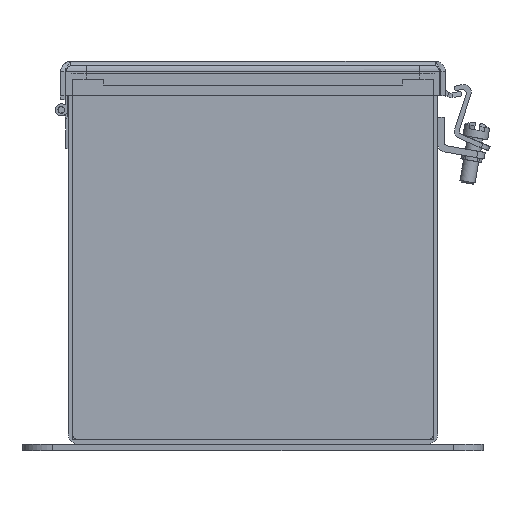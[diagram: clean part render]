
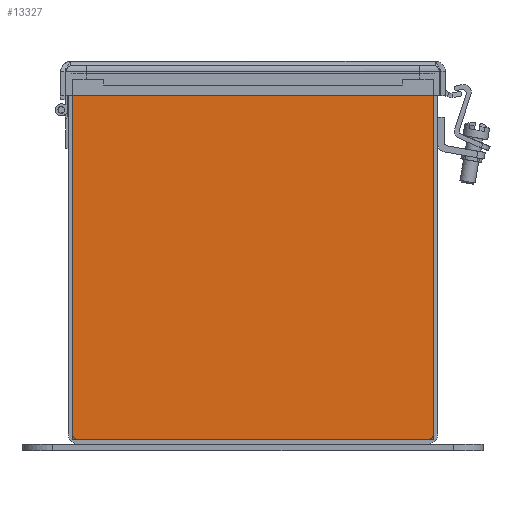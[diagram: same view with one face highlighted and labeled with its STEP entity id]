
A CAD part, left-side view. The second image highlights one B-rep face of the part: STEP entity #13327.
In plain terms, the highlighted planar face has unit normal (-1, 0, 0).
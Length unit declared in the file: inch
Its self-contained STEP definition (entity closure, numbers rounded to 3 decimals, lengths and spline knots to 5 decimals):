
#658 = LINE ( 'NONE', #5367, #15305 ) ;
#2265 = ORIENTED_EDGE ( 'NONE', *, *, #38859, .F. ) ;
#2768 = VECTOR ( 'NONE', #24075, 39.37008 ) ;
#3043 = VECTOR ( 'NONE', #13765, 39.37008 ) ;
#3228 = LINE ( 'NONE', #36986, #38508 ) ;
#4111 = CARTESIAN_POINT ( 'NONE',  ( -24., -2.4275, 4.58205 ) ) ;
#4714 = EDGE_CURVE ( 'NONE', #29742, #12101, #3228, .T. ) ;
#4831 = CARTESIAN_POINT ( 'NONE',  ( -24., 2.4277, 1.75 ) ) ;
#4963 = VERTEX_POINT ( 'NONE', #20140 ) ;
#5367 = CARTESIAN_POINT ( 'NONE',  ( -24., 2.4275, 4.58205 ) ) ;
#5381 = EDGE_CURVE ( 'NONE', #11902, #8847, #11197, .T. ) ;
#5987 = CARTESIAN_POINT ( 'NONE',  ( -24., -2.4277, 4.58205 ) ) ;
#6128 = VECTOR ( 'NONE', #20412, 39.37008 ) ;
#6216 = CARTESIAN_POINT ( 'NONE',  ( -24., 2.4277, 4.58205 ) ) ;
#6885 = CARTESIAN_POINT ( 'NONE',  ( -24., -2.4275, 4.58225 ) ) ;
#7162 = CARTESIAN_POINT ( 'NONE',  ( -24., 0., 4.676 ) ) ;
#7567 = LINE ( 'NONE', #27814, #11529 ) ;
#7751 = LINE ( 'NONE', #28007, #2768 ) ;
#7792 = VECTOR ( 'NONE', #21078, 39.37008 ) ;
#7874 = VERTEX_POINT ( 'NONE', #27863 ) ;
#7922 = VECTOR ( 'NONE', #16217, 39.37008 ) ;
#7936 = ORIENTED_EDGE ( 'NONE', *, *, #28800, .T. ) ;
#8186 = DIRECTION ( 'NONE',  ( 1., 0., 0. ) ) ;
#8847 = VERTEX_POINT ( 'NONE', #6216 ) ;
#9202 = LINE ( 'NONE', #41445, #36635 ) ;
#9756 = AXIS2_PLACEMENT_3D ( 'NONE', #38225, #8186, #35164 ) ;
#10177 = LINE ( 'NONE', #22757, #7922 ) ;
#10424 = VERTEX_POINT ( 'NONE', #30401 ) ;
#11166 = CARTESIAN_POINT ( 'NONE',  ( -24., 0., 4.676 ) ) ;
#11197 = LINE ( 'NONE', #4831, #40682 ) ;
#11529 = VECTOR ( 'NONE', #34146, 39.37008 ) ;
#11792 = CARTESIAN_POINT ( 'NONE',  ( -24., -2.926, -1.176 ) ) ;
#11902 = VERTEX_POINT ( 'NONE', #15101 ) ;
#12101 = VERTEX_POINT ( 'NONE', #16109 ) ;
#12136 = DIRECTION ( 'NONE',  ( 0., 0., 1. ) ) ;
#13327 = ADVANCED_FACE ( 'NONE', ( #14289 ), #30408, .F. ) ;
#13765 = DIRECTION ( 'NONE',  ( 0., -1., 0. ) ) ;
#14153 = CARTESIAN_POINT ( 'NONE',  ( -24., 2.926, 4.676 ) ) ;
#14289 = FACE_OUTER_BOUND ( 'NONE', #18789, .T. ) ;
#14358 = ORIENTED_EDGE ( 'NONE', *, *, #16067, .F. ) ;
#14861 = DIRECTION ( 'NONE',  ( 0., -1., 0. ) ) ;
#14984 = LINE ( 'NONE', #4111, #39132 ) ;
#15101 = CARTESIAN_POINT ( 'NONE',  ( -24., 2.4277, 4.676 ) ) ;
#15305 = VECTOR ( 'NONE', #17189, 39.37008 ) ;
#15369 = LINE ( 'NONE', #18860, #24901 ) ;
#15758 = ORIENTED_EDGE ( 'NONE', *, *, #39994, .F. ) ;
#16067 = EDGE_CURVE ( 'NONE', #38772, #7874, #24398, .T. ) ;
#16109 = CARTESIAN_POINT ( 'NONE',  ( -24., 2.4275, 4.58205 ) ) ;
#16217 = DIRECTION ( 'NONE',  ( 0., 0., 1. ) ) ;
#16672 = ORIENTED_EDGE ( 'NONE', *, *, #30405, .T. ) ;
#17189 = DIRECTION ( 'NONE',  ( 0., 1., 0. ) ) ;
#18117 = DIRECTION ( 'NONE',  ( 0., 0., -1. ) ) ;
#18464 = LINE ( 'NONE', #31122, #7792 ) ;
#18789 = EDGE_LOOP ( 'NONE', ( #7936, #16672, #34624, #42609, #21950, #39286, #2265, #41258, #31234, #15758, #14358, #41857 ) ) ;
#18860 = CARTESIAN_POINT ( 'NONE',  ( -24., -2.4277, 1.75 ) ) ;
#19770 = CARTESIAN_POINT ( 'NONE',  ( -24., -2.4277, 4.676 ) ) ;
#20140 = CARTESIAN_POINT ( 'NONE',  ( -24., 2.926, -1.176 ) ) ;
#20412 = DIRECTION ( 'NONE',  ( 0., -1., 0. ) ) ;
#20668 = DIRECTION ( 'NONE',  ( 0., 0., 1. ) ) ;
#21078 = DIRECTION ( 'NONE',  ( 0., 1., 0. ) ) ;
#21950 = ORIENTED_EDGE ( 'NONE', *, *, #40351, .T. ) ;
#22724 = VERTEX_POINT ( 'NONE', #5987 ) ;
#22757 = CARTESIAN_POINT ( 'NONE',  ( -24., 2.926, 1.75 ) ) ;
#22942 = EDGE_CURVE ( 'NONE', #29742, #39030, #9202, .T. ) ;
#23460 = LINE ( 'NONE', #7162, #6128 ) ;
#24075 = DIRECTION ( 'NONE',  ( 0., 0., -1. ) ) ;
#24398 = LINE ( 'NONE', #11166, #3043 ) ;
#24901 = VECTOR ( 'NONE', #12136, 39.37008 ) ;
#25719 = EDGE_CURVE ( 'NONE', #28656, #4963, #7567, .T. ) ;
#27814 = CARTESIAN_POINT ( 'NONE',  ( -24., 0., -1.176 ) ) ;
#27863 = CARTESIAN_POINT ( 'NONE',  ( -24., -2.926, 4.676 ) ) ;
#28007 = CARTESIAN_POINT ( 'NONE',  ( -24., -2.926, 1.75 ) ) ;
#28656 = VERTEX_POINT ( 'NONE', #11792 ) ;
#28800 = EDGE_CURVE ( 'NONE', #22724, #10424, #18464, .T. ) ;
#29742 = VERTEX_POINT ( 'NONE', #30628 ) ;
#30401 = CARTESIAN_POINT ( 'NONE',  ( -24., -2.4275, 4.58205 ) ) ;
#30405 = EDGE_CURVE ( 'NONE', #10424, #39030, #14984, .T. ) ;
#30408 = PLANE ( 'NONE',  #9756 ) ;
#30628 = CARTESIAN_POINT ( 'NONE',  ( -24., 2.4275, 4.58225 ) ) ;
#31122 = CARTESIAN_POINT ( 'NONE',  ( -24., -2.4277, 4.58205 ) ) ;
#31234 = ORIENTED_EDGE ( 'NONE', *, *, #25719, .F. ) ;
#33740 = DIRECTION ( 'NONE',  ( 0., 0., -1. ) ) ;
#34146 = DIRECTION ( 'NONE',  ( 0., 1., 0. ) ) ;
#34624 = ORIENTED_EDGE ( 'NONE', *, *, #22942, .F. ) ;
#35164 = DIRECTION ( 'NONE',  ( 0., 1., 0. ) ) ;
#36635 = VECTOR ( 'NONE', #14861, 39.37008 ) ;
#36746 = VERTEX_POINT ( 'NONE', #14153 ) ;
#36986 = CARTESIAN_POINT ( 'NONE',  ( -24., 2.4275, 4.676 ) ) ;
#38207 = EDGE_CURVE ( 'NONE', #22724, #38772, #15369, .T. ) ;
#38225 = CARTESIAN_POINT ( 'NONE',  ( -24., 0., 1.75 ) ) ;
#38508 = VECTOR ( 'NONE', #33740, 39.37008 ) ;
#38772 = VERTEX_POINT ( 'NONE', #19770 ) ;
#38859 = EDGE_CURVE ( 'NONE', #36746, #11902, #23460, .T. ) ;
#39030 = VERTEX_POINT ( 'NONE', #6885 ) ;
#39132 = VECTOR ( 'NONE', #20668, 39.37008 ) ;
#39286 = ORIENTED_EDGE ( 'NONE', *, *, #5381, .F. ) ;
#39994 = EDGE_CURVE ( 'NONE', #7874, #28656, #7751, .T. ) ;
#40351 = EDGE_CURVE ( 'NONE', #12101, #8847, #658, .T. ) ;
#40682 = VECTOR ( 'NONE', #18117, 39.37008 ) ;
#41258 = ORIENTED_EDGE ( 'NONE', *, *, #42182, .F. ) ;
#41445 = CARTESIAN_POINT ( 'NONE',  ( -24., 0., 4.58225 ) ) ;
#41857 = ORIENTED_EDGE ( 'NONE', *, *, #38207, .F. ) ;
#42182 = EDGE_CURVE ( 'NONE', #4963, #36746, #10177, .T. ) ;
#42609 = ORIENTED_EDGE ( 'NONE', *, *, #4714, .T. ) ;
